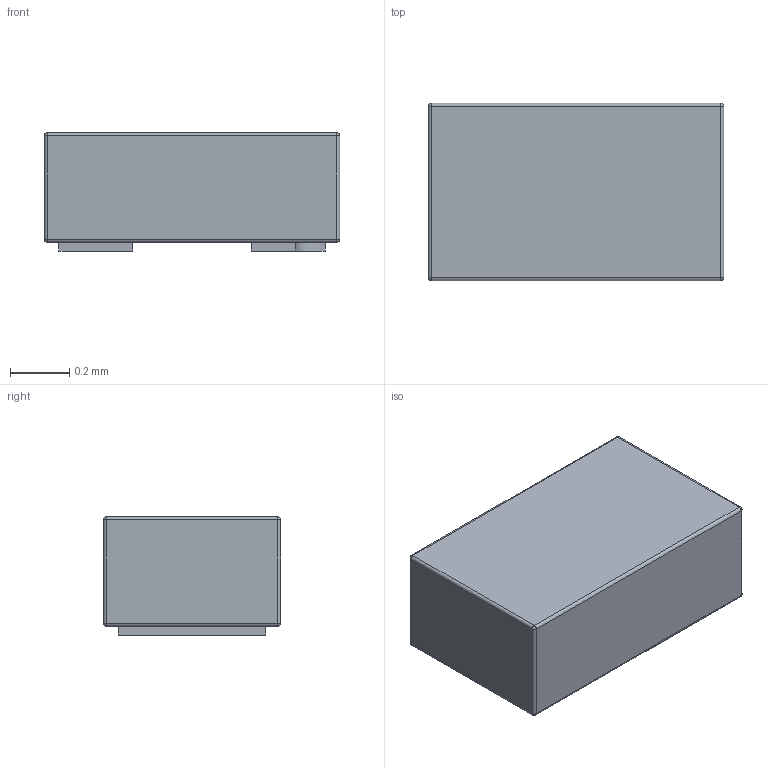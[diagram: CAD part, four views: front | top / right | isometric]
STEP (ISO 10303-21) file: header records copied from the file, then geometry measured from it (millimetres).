
FILE_DESCRIPTION (( 'STEP AP214' ), '1' );
FILE_NAME ('User Library-SLP1006P2T.STEP', '2021-01-19T22:04:05', ( '' ), ( '' ), 'SwSTEP 2.0', 'SolidWorks 2020', '' );
FILE_SCHEMA (( 'AUTOMOTIVE_DESIGN' ));
Length unit declared in the file: millimetre
Products named in the file (1): User Library-SLP1006P2T
Bounding box: 1 x 0.6 x 0.4 mm (x, y, z)
Volume: 0.2 mm3; surface area: 2.4 mm2
Topology: 1 solids, 1 shells, 37 faces, 83 edges, 42 vertices
Faces by surface type: plane 16, cylinder 13, bspline 8
Entity records: 1186 total; most frequent: CARTESIAN_POINT 275, DIRECTION 161, ORIENTED_EDGE 150, EDGE_CURVE 75, AXIS2_PLACEMENT_3D 56, LINE 49, VECTOR 49, VERTEX_POINT 42
